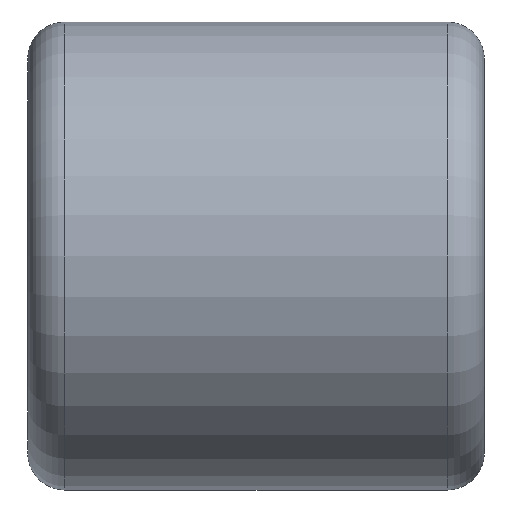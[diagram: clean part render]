
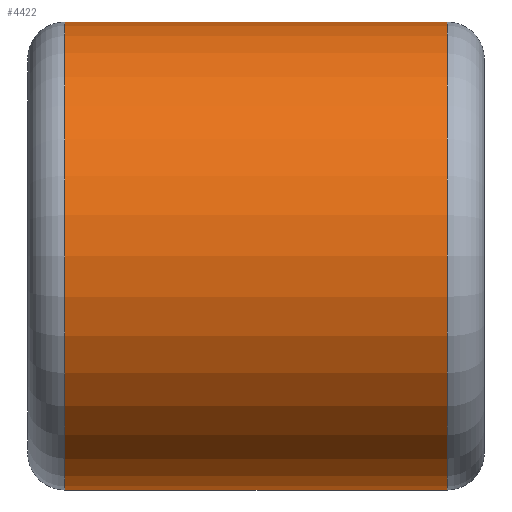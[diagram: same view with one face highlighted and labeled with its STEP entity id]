
A CAD part, front view. The second image highlights one B-rep face of the part: STEP entity #4422.
In plain terms, the highlighted cylindrical face has radius 41 mm (diameter 82 mm), a partial arc.
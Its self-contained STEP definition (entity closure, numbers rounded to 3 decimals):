
#26 = AXIS2_PLACEMENT_3D ( 'NONE', #2186, #190, #3167 ) ;
#62 = ORIENTED_EDGE ( 'NONE', *, *, #5923, .F. ) ;
#190 = DIRECTION ( 'NONE',  ( -1., 0., 0. ) ) ;
#210 = VERTEX_POINT ( 'NONE', #3427 ) ;
#418 = EDGE_LOOP ( 'NONE', ( #62, #1187, #5175, #3043 ) ) ;
#543 = EDGE_CURVE ( 'NONE', #4009, #2111, #2977, .T. ) ;
#993 = AXIS2_PLACEMENT_3D ( 'NONE', #5628, #3162, #4661 ) ;
#1103 = DIRECTION ( 'NONE',  ( -1., 0., 0. ) ) ;
#1187 = ORIENTED_EDGE ( 'NONE', *, *, #3176, .T. ) ;
#1410 = LINE ( 'NONE', #2518, #4409 ) ;
#1432 = CARTESIAN_POINT ( 'NONE',  ( -33.5, 0., 332.987 ) ) ;
#2111 = VERTEX_POINT ( 'NONE', #2127 ) ;
#2127 = CARTESIAN_POINT ( 'NONE',  ( -33.5, 0., 250.987 ) ) ;
#2186 = CARTESIAN_POINT ( 'NONE',  ( -57.637, 0., 291.987 ) ) ;
#2247 = VERTEX_POINT ( 'NONE', #3320 ) ;
#2518 = CARTESIAN_POINT ( 'NONE',  ( -57.637, 0., 250.987 ) ) ;
#2977 = CIRCLE ( 'NONE', #993, 41. ) ;
#3043 = ORIENTED_EDGE ( 'NONE', *, *, #543, .T. ) ;
#3162 = DIRECTION ( 'NONE',  ( 1., 0., 0. ) ) ;
#3167 = DIRECTION ( 'NONE',  ( 0., 0., 1. ) ) ;
#3176 = EDGE_CURVE ( 'NONE', #210, #2247, #4778, .T. ) ;
#3320 = CARTESIAN_POINT ( 'NONE',  ( 33.5, 0., 332.987 ) ) ;
#3427 = CARTESIAN_POINT ( 'NONE',  ( 33.5, 0., 250.987 ) ) ;
#3579 = LINE ( 'NONE', #5545, #5340 ) ;
#3838 = CARTESIAN_POINT ( 'NONE',  ( 33.5, 0., 291.987 ) ) ;
#3886 = CYLINDRICAL_SURFACE ( 'NONE', #26, 41. ) ;
#4009 = VERTEX_POINT ( 'NONE', #1432 ) ;
#4121 = EDGE_CURVE ( 'NONE', #2247, #4009, #3579, .T. ) ;
#4409 = VECTOR ( 'NONE', #6360, 1000. ) ;
#4422 = ADVANCED_FACE ( 'NONE', ( #5969 ), #3886, .T. ) ;
#4556 = AXIS2_PLACEMENT_3D ( 'NONE', #3838, #5902, #5973 ) ;
#4661 = DIRECTION ( 'NONE',  ( 0., 0., -1. ) ) ;
#4778 = CIRCLE ( 'NONE', #4556, 41. ) ;
#5175 = ORIENTED_EDGE ( 'NONE', *, *, #4121, .T. ) ;
#5340 = VECTOR ( 'NONE', #1103, 1000. ) ;
#5545 = CARTESIAN_POINT ( 'NONE',  ( -57.637, 0., 332.987 ) ) ;
#5628 = CARTESIAN_POINT ( 'NONE',  ( -33.5, 0., 291.987 ) ) ;
#5902 = DIRECTION ( 'NONE',  ( -1., 0., 0. ) ) ;
#5923 = EDGE_CURVE ( 'NONE', #210, #2111, #1410, .T. ) ;
#5969 = FACE_OUTER_BOUND ( 'NONE', #418, .T. ) ;
#5973 = DIRECTION ( 'NONE',  ( 0., 0., 1. ) ) ;
#6360 = DIRECTION ( 'NONE',  ( -1., 0., 0. ) ) ;
